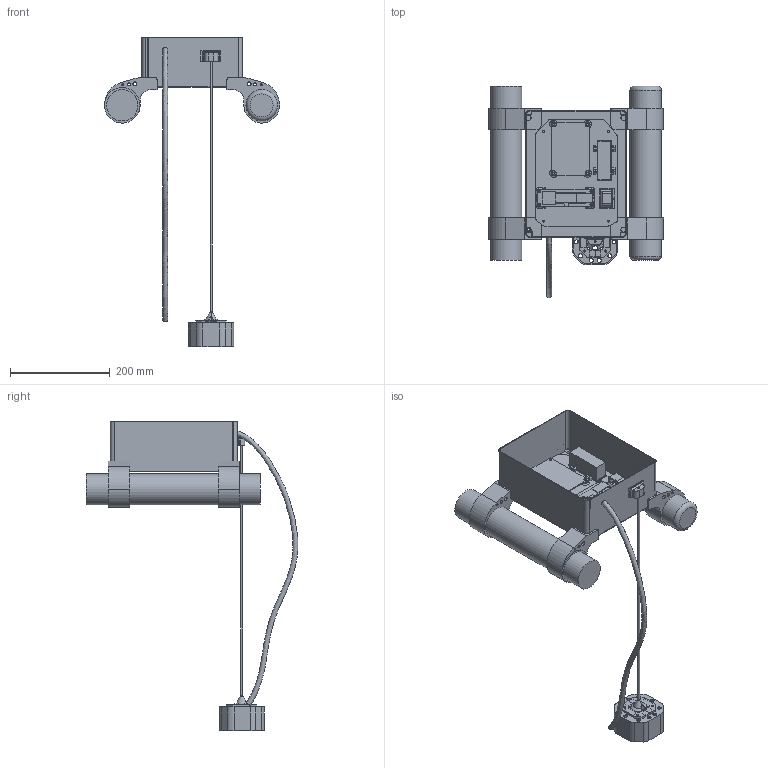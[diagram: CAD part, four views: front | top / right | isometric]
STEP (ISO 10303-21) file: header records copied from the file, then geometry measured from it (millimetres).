
FILE_DESCRIPTION(/* description */ (''),/* implementation_level */ '2;1');
FILE_NAME(/* name */ 'Sensor IoT - Arquivos 3D v7.step',/* time_stamp */ '2024-09-03T21:42:18-03:00',/* author */ (''),/* organization */ (''),/* preprocessor_version */ 'ST-DEVELOPER v20',/* originating_system */ 'Autodesk Translation Framework v13.14.0.145',/* authorisation */ '');
FILE_SCHEMA (('AUTOMOTIVE_DESIGN { 1 0 10303 214 3 1 1 }'));
Length unit declared in the file: millimetre
Products named in the file (10): Sensor IoT - Arquivos 3D; Estrutura Final v2_Case_tcc v1; Case sensor; Estrutura regulavel_Case unico sensor v3 (1); Caixa v5; Lilygo v2; Placa principal v2; Bateria 3S 2200 v3; Chave + Suporte v3; Suporte
Assembly tree (12 placements, depth 4):
  Sensor IoT - Arquivos 3D
    Estrutura Final v2_Case_tcc v1
      Case sensor
      Estrutura regulavel_Case unico sensor v3 (1)  x4
    Caixa v5
      Lilygo v2
      Placa principal v2
      Bateria 3S 2200 v3
      Chave + Suporte v3
        Suporte
Bounding box: 351.75 x 425.48 x 621.28 mm (x, y, z)
Volume: 3138514.4 mm3; surface area: 826454.1 mm2
Topology: 26 solids, 26 shells, 1123 faces, 2911 edges, 1896 vertices
Faces by surface type: plane 652, cylinder 407, bspline 25, torus 24, cone 15
Full cylindrical faces by diameter (mm): 2 x2, 3.01 x32, 3.4 x4, 4 x10, 4.25 x8, 4.3 x12, 4.5 x5, 5 x12, 6 x4, 7.5 x1, 8 x18, 10 x4, 10.3 x4, 10.8 x4, 12 x6, 15 x4, 22 x2, 59 x1, 63 x7, 71.5 x1
Entity records: 34131 total; most frequent: CARTESIAN_POINT 7414, DIRECTION 5439, ORIENTED_EDGE 5408, EDGE_CURVE 2704, LINE 1841, VECTOR 1841, AXIS2_PLACEMENT_3D 1799, VERTEX_POINT 1758
